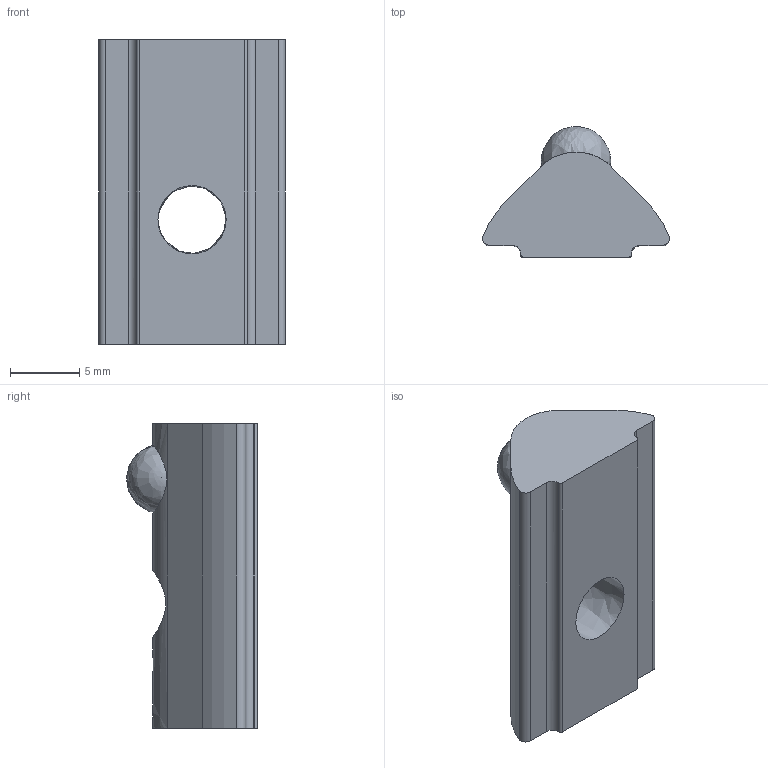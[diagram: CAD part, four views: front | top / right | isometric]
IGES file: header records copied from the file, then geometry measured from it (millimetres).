
Global section: file name: SV2101V_A; native system: Autodesk Inventor 2015; preprocessor: unknown; author: C. Hanke; date: 20151130.102952; units: millimetre
Bounding box: 13.47 x 9.44 x 22 mm (x, y, z)
Volume: 1313.2 mm3; surface area: 1219.9 mm2
Topology: 3 solids, 3 shells, 27 faces, 70 edges, 48 vertices
Faces by surface type: bspline 27
